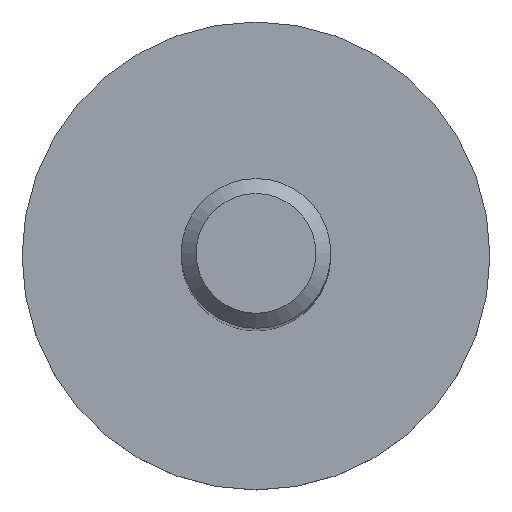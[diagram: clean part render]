
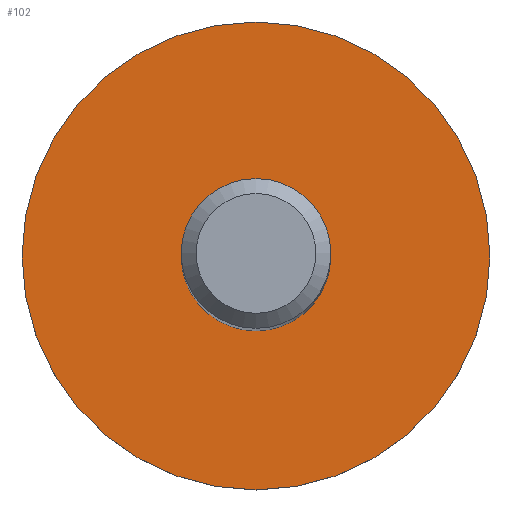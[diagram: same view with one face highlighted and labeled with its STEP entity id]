
A CAD part, top view. The second image highlights one B-rep face of the part: STEP entity #102.
In plain terms, the highlighted planar face has unit normal (0, 0, 1).
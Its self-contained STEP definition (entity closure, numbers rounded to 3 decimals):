
#7 = ORIENTED_EDGE ( 'NONE', *, *, #188, .F. ) ;
#48 = CARTESIAN_POINT ( 'NONE',  ( 0., 0., 2. ) ) ;
#83 = AXIS2_PLACEMENT_3D ( 'NONE', #103, #86, #135 ) ;
#84 = AXIS2_PLACEMENT_3D ( 'NONE', #48, #181, #138 ) ;
#86 = DIRECTION ( 'NONE',  ( 0., 0., -1. ) ) ;
#90 = VERTEX_POINT ( 'NONE', #108 ) ;
#102 = ADVANCED_FACE ( 'NONE', ( #137 ), #123, .F. ) ;
#103 = CARTESIAN_POINT ( 'NONE',  ( 0., 0., 2. ) ) ;
#108 = CARTESIAN_POINT ( 'NONE',  ( 0., 12.5, 2. ) ) ;
#114 = CIRCLE ( 'NONE', #83, 12.5 ) ;
#123 = PLANE ( 'NONE',  #84 ) ;
#135 = DIRECTION ( 'NONE',  ( 0., 1., 0. ) ) ;
#137 = FACE_OUTER_BOUND ( 'NONE', #148, .T. ) ;
#138 = DIRECTION ( 'NONE',  ( 0., 1., 0. ) ) ;
#148 = EDGE_LOOP ( 'NONE', ( #7 ) ) ;
#181 = DIRECTION ( 'NONE',  ( 0., 0., -1. ) ) ;
#188 = EDGE_CURVE ( 'NONE', #90, #90, #114, .T. ) ;
